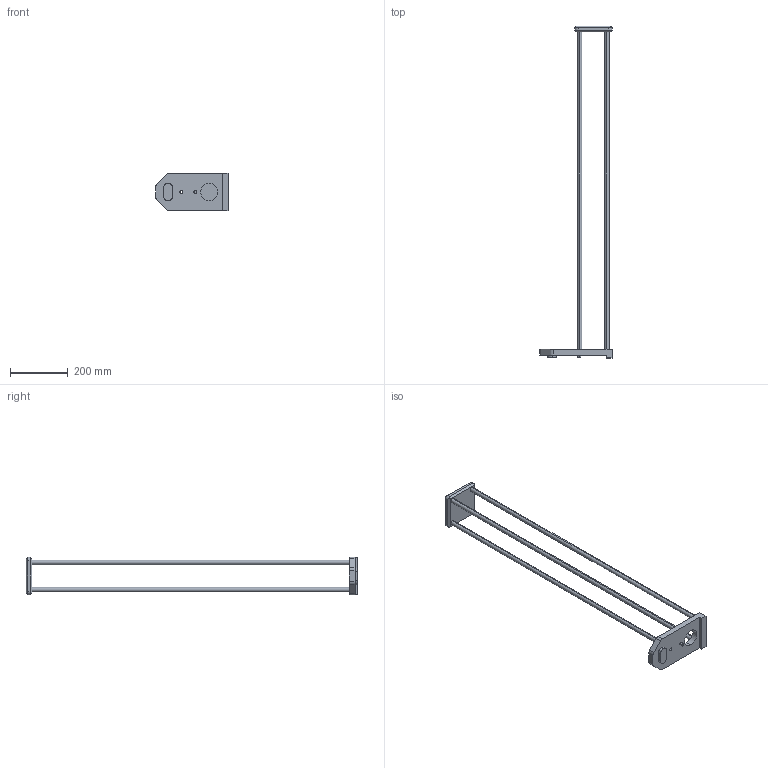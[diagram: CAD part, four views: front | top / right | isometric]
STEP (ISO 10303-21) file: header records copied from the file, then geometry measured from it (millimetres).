
FILE_DESCRIPTION (( 'STEP AP203' ), '1' );
FILE_NAME ('Stand_Default_sldprt.STEP', '2024-10-13T13:51:50', ( '' ), ( '' ), 'SwSTEP 2.0', 'SolidWorks 2024', '' );
FILE_SCHEMA (( 'CONFIG_CONTROL_DESIGN' ));
Length unit declared in the file: millimetre
Products named in the file (1): Stand_Default_sldprt
Bounding box: 250 x 1150 x 130 mm (x, y, z)
Volume: 1770841.3 mm3; surface area: 341181.2 mm2
Topology: 1 solids, 1 shells, 58 faces, 153 edges, 102 vertices
Faces by surface type: plane 33, cylinder 25
Entity records: 1896 total; most frequent: CARTESIAN_POINT 362, ORIENTED_EDGE 306, DIRECTION 297, EDGE_CURVE 153, VERTEX_POINT 102, AXIS2_PLACEMENT_3D 101, LINE 95, VECTOR 95
